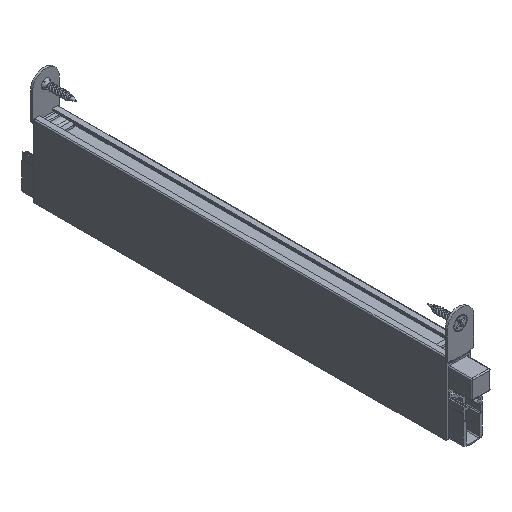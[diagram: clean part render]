
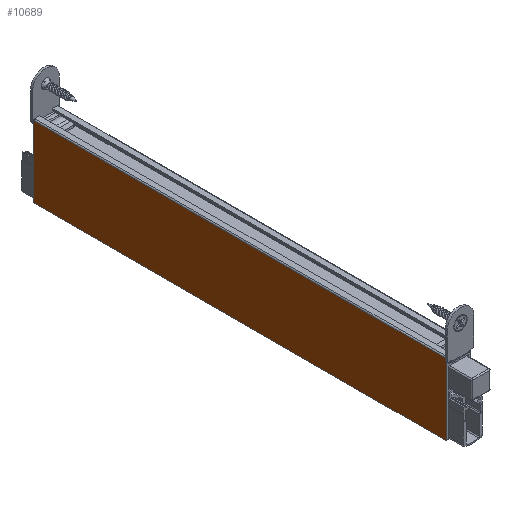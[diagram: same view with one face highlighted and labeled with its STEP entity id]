
A CAD part, isometric view. The second image highlights one B-rep face of the part: STEP entity #10689.
In plain terms, the highlighted planar face has unit normal (-1, 0, 0).
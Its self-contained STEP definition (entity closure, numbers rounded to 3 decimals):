
#676=PLANE('',#11676);
#1149=LINE('',#15162,#2123);
#1150=LINE('',#15164,#2124);
#1151=LINE('',#15166,#2125);
#1152=LINE('',#15168,#2126);
#2123=VECTOR('',#12573,1000.);
#2124=VECTOR('',#12576,1000.);
#2125=VECTOR('',#12577,1000.);
#2126=VECTOR('',#12578,1000.);
#3131=ORIENTED_EDGE('',*,*,#6362,.F.);
#3132=ORIENTED_EDGE('',*,*,#6361,.F.);
#3133=ORIENTED_EDGE('',*,*,#6363,.T.);
#3134=ORIENTED_EDGE('',*,*,#6364,.T.);
#6361=EDGE_CURVE('',#7965,#7964,#1149,.T.);
#6362=EDGE_CURVE('',#7964,#7966,#1150,.T.);
#6363=EDGE_CURVE('',#7965,#7967,#1151,.T.);
#6364=EDGE_CURVE('',#7967,#7966,#1152,.T.);
#7964=VERTEX_POINT('',#15159);
#7965=VERTEX_POINT('',#15161);
#7966=VERTEX_POINT('',#15165);
#7967=VERTEX_POINT('',#15167);
#9206=EDGE_LOOP('',(#3131,#3132,#3133,#3134));
#9894=FACE_BOUND('',#9206,.T.);
#10689=ADVANCED_FACE('',(#9894),#676,.T.);
#11676=AXIS2_PLACEMENT_3D('',#15163,#12574,#12575);
#12573=DIRECTION('',(0.,-1.,0.));
#12574=DIRECTION('',(-1.,0.,0.));
#12575=DIRECTION('',(0.,0.,1.));
#12576=DIRECTION('',(0.,0.,-1.));
#12577=DIRECTION('',(0.,0.,-1.));
#12578=DIRECTION('',(0.,-1.,0.));
#15159=CARTESIAN_POINT('',(-6.,0.,21.733));
#15161=CARTESIAN_POINT('',(-6.,200.,21.733));
#15162=CARTESIAN_POINT('',(-6.,200.,21.733));
#15163=CARTESIAN_POINT('',(-6.,200.,21.733));
#15164=CARTESIAN_POINT('',(-6.,0.,21.733));
#15165=CARTESIAN_POINT('',(-6.,0.,-12.767));
#15166=CARTESIAN_POINT('',(-6.,200.,21.733));
#15167=CARTESIAN_POINT('',(-6.,200.,-12.767));
#15168=CARTESIAN_POINT('',(-6.,200.,-12.767));
